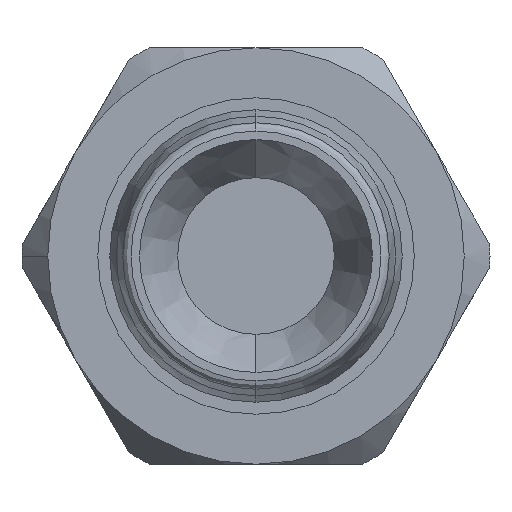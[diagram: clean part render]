
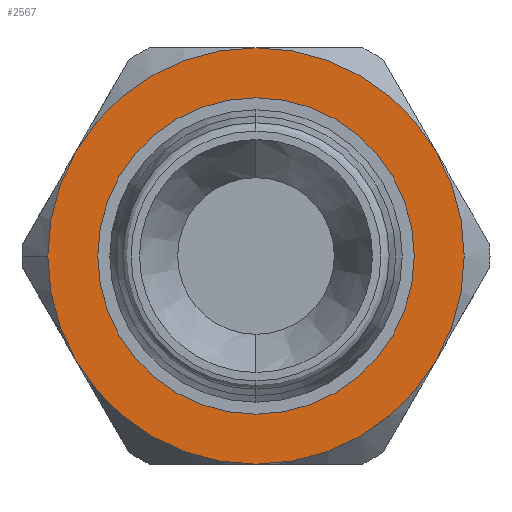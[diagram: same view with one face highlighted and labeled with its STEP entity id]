
A CAD part, left-side view. The second image highlights one B-rep face of the part: STEP entity #2567.
In plain terms, the highlighted face is planar.
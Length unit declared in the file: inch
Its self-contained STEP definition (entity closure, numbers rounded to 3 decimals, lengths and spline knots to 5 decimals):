
#50 = CARTESIAN_POINT ( 'NONE',  ( 0.425, 0., 0. ) ) ;
#59 = EDGE_CURVE ( 'NONE', #5183, #2480, #3325, .T. ) ;
#82 = ORIENTED_EDGE ( 'NONE', *, *, #3708, .T. ) ;
#92 = CARTESIAN_POINT ( 'NONE',  ( 0.425, 0., 0. ) ) ;
#146 = DIRECTION ( 'NONE',  ( -1., 0., 0. ) ) ;
#168 = CARTESIAN_POINT ( 'NONE',  ( 0.425, 0.10775, 0. ) ) ;
#182 = VERTEX_POINT ( 'NONE', #3776 ) ;
#195 = FACE_OUTER_BOUND ( 'NONE', #1273, .T. ) ;
#552 = CARTESIAN_POINT ( 'NONE',  ( 0.425, 0., 0. ) ) ;
#633 = DIRECTION ( 'NONE',  ( 1., 0., 0. ) ) ;
#660 = DIRECTION ( 'NONE',  ( -1., 0., 0. ) ) ;
#709 = VERTEX_POINT ( 'NONE', #3826 ) ;
#756 = ORIENTED_EDGE ( 'NONE', *, *, #2446, .T. ) ;
#909 = EDGE_CURVE ( 'NONE', #1402, #1119, #1593, .T. ) ;
#954 = DIRECTION ( 'NONE',  ( 1., 0., 0. ) ) ;
#1088 = DIRECTION ( 'NONE',  ( 0., 1., 0. ) ) ;
#1119 = VERTEX_POINT ( 'NONE', #1283 ) ;
#1177 = AXIS2_PLACEMENT_3D ( 'NONE', #50, #954, #3557 ) ;
#1273 = EDGE_LOOP ( 'NONE', ( #756, #1608, #2856, #1475, #5007, #5192, #82 ) ) ;
#1280 = CARTESIAN_POINT ( 'NONE',  ( 0.425, 0., 0.125 ) ) ;
#1283 = CARTESIAN_POINT ( 'NONE',  ( 0.425, 0.10825, -0.0625 ) ) ;
#1299 = CIRCLE ( 'NONE', #3044, 0.0685 ) ;
#1365 = AXIS2_PLACEMENT_3D ( 'NONE', #552, #633, #1490 ) ;
#1402 = VERTEX_POINT ( 'NONE', #3681 ) ;
#1475 = ORIENTED_EDGE ( 'NONE', *, *, #909, .T. ) ;
#1490 = DIRECTION ( 'NONE',  ( 0., 1., 0. ) ) ;
#1528 = CIRCLE ( 'NONE', #4571, 0.125 ) ;
#1534 = CIRCLE ( 'NONE', #1365, 0.125 ) ;
#1593 = CIRCLE ( 'NONE', #3240, 0.125 ) ;
#1608 = ORIENTED_EDGE ( 'NONE', *, *, #5427, .T. ) ;
#1696 = ORIENTED_EDGE ( 'NONE', *, *, #59, .T. ) ;
#1733 = EDGE_LOOP ( 'NONE', ( #1696, #2030 ) ) ;
#1780 = CARTESIAN_POINT ( 'NONE',  ( 0.425, 0.0685, 0. ) ) ;
#1802 = DIRECTION ( 'NONE',  ( 0., 1., 0. ) ) ;
#1899 = DIRECTION ( 'NONE',  ( 0., -1., 0. ) ) ;
#1935 = DIRECTION ( 'NONE',  ( 1., 0., 0. ) ) ;
#1972 = DIRECTION ( 'NONE',  ( 0., 1., 0. ) ) ;
#1998 = AXIS2_PLACEMENT_3D ( 'NONE', #168, #660, #1899 ) ;
#2010 = DIRECTION ( 'NONE',  ( 1., 0., 0. ) ) ;
#2024 = VERTEX_POINT ( 'NONE', #1280 ) ;
#2030 = ORIENTED_EDGE ( 'NONE', *, *, #4705, .T. ) ;
#2146 = EDGE_CURVE ( 'NONE', #3785, #1402, #3099, .T. ) ;
#2151 = AXIS2_PLACEMENT_3D ( 'NONE', #2463, #5113, #3775 ) ;
#2224 = AXIS2_PLACEMENT_3D ( 'NONE', #3459, #3991, #1802 ) ;
#2410 = VERTEX_POINT ( 'NONE', #2929 ) ;
#2446 = EDGE_CURVE ( 'NONE', #2024, #182, #1528, .T. ) ;
#2463 = CARTESIAN_POINT ( 'NONE',  ( 0.425, 0., 0. ) ) ;
#2470 = DIRECTION ( 'NONE',  ( 0., 1., 0. ) ) ;
#2480 = VERTEX_POINT ( 'NONE', #1780 ) ;
#2567 = ADVANCED_FACE ( 'NONE', ( #2876, #195 ), #4162, .F. ) ;
#2856 = ORIENTED_EDGE ( 'NONE', *, *, #2146, .T. ) ;
#2876 = FACE_BOUND ( 'NONE', #1733, .T. ) ;
#2929 = CARTESIAN_POINT ( 'NONE',  ( 0.425, 0.10825, 0.0625 ) ) ;
#2953 = CARTESIAN_POINT ( 'NONE',  ( 0.425, 0., 0. ) ) ;
#3044 = AXIS2_PLACEMENT_3D ( 'NONE', #4085, #146, #3653 ) ;
#3099 = CIRCLE ( 'NONE', #4105, 0.125 ) ;
#3240 = AXIS2_PLACEMENT_3D ( 'NONE', #2953, #5116, #1972 ) ;
#3268 = AXIS2_PLACEMENT_3D ( 'NONE', #3290, #3344, #1088 ) ;
#3290 = CARTESIAN_POINT ( 'NONE',  ( 0.425, 0., 0. ) ) ;
#3310 = CARTESIAN_POINT ( 'NONE',  ( 0.425, 0., 0. ) ) ;
#3325 = CIRCLE ( 'NONE', #2151, 0.0685 ) ;
#3344 = DIRECTION ( 'NONE',  ( 1., 0., 0. ) ) ;
#3457 = CIRCLE ( 'NONE', #3268, 0.125 ) ;
#3459 = CARTESIAN_POINT ( 'NONE',  ( 0.425, 0., 0. ) ) ;
#3557 = DIRECTION ( 'NONE',  ( 0., 1., 0. ) ) ;
#3582 = EDGE_CURVE ( 'NONE', #1119, #709, #1534, .T. ) ;
#3652 = CIRCLE ( 'NONE', #1177, 0.125 ) ;
#3653 = DIRECTION ( 'NONE',  ( 0., -1., 0. ) ) ;
#3681 = CARTESIAN_POINT ( 'NONE',  ( 0.425, 0., -0.125 ) ) ;
#3708 = EDGE_CURVE ( 'NONE', #2410, #2024, #3457, .T. ) ;
#3775 = DIRECTION ( 'NONE',  ( 0., -1., 0. ) ) ;
#3776 = CARTESIAN_POINT ( 'NONE',  ( 0.425, -0.10825, 0.0625 ) ) ;
#3785 = VERTEX_POINT ( 'NONE', #5621 ) ;
#3826 = CARTESIAN_POINT ( 'NONE',  ( 0.425, 0.125, 0. ) ) ;
#3991 = DIRECTION ( 'NONE',  ( 1., 0., 0. ) ) ;
#4002 = EDGE_CURVE ( 'NONE', #709, #2410, #3652, .T. ) ;
#4085 = CARTESIAN_POINT ( 'NONE',  ( 0.425, 0., 0. ) ) ;
#4105 = AXIS2_PLACEMENT_3D ( 'NONE', #92, #1935, #4941 ) ;
#4162 = PLANE ( 'NONE',  #1998 ) ;
#4571 = AXIS2_PLACEMENT_3D ( 'NONE', #3310, #2010, #2470 ) ;
#4705 = EDGE_CURVE ( 'NONE', #2480, #5183, #1299, .T. ) ;
#4941 = DIRECTION ( 'NONE',  ( 0., 1., 0. ) ) ;
#5007 = ORIENTED_EDGE ( 'NONE', *, *, #3582, .T. ) ;
#5113 = DIRECTION ( 'NONE',  ( -1., 0., 0. ) ) ;
#5116 = DIRECTION ( 'NONE',  ( 1., 0., 0. ) ) ;
#5183 = VERTEX_POINT ( 'NONE', #5620 ) ;
#5192 = ORIENTED_EDGE ( 'NONE', *, *, #4002, .T. ) ;
#5427 = EDGE_CURVE ( 'NONE', #182, #3785, #5449, .T. ) ;
#5449 = CIRCLE ( 'NONE', #2224, 0.125 ) ;
#5620 = CARTESIAN_POINT ( 'NONE',  ( 0.425, -0.0685, 0. ) ) ;
#5621 = CARTESIAN_POINT ( 'NONE',  ( 0.425, -0.10825, -0.0625 ) ) ;
